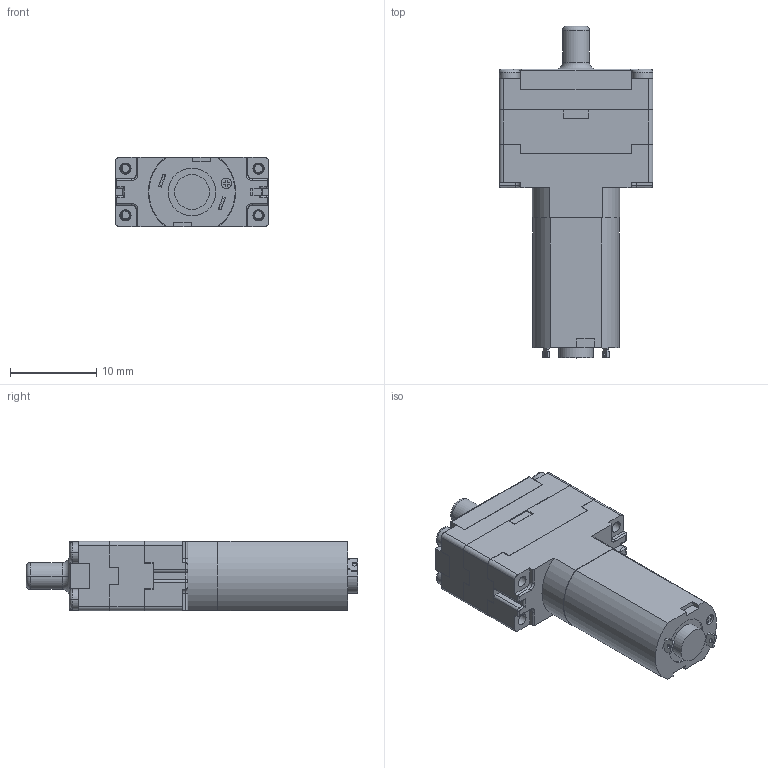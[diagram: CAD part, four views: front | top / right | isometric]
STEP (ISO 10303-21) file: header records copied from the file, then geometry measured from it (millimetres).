
FILE_DESCRIPTION((''),'2;1');
FILE_NAME('KPM08C-3A_ASM','2018-03-23T',('quept'),(''),'CREO PARAMETRIC BY PTC INC, 2014190','CREO PARAMETRIC BY PTC INC, 2014190','');
FILE_SCHEMA(('CONFIG_CONTROL_DESIGN'));
Products named in the file (125): PM08AB6-1_AF0_2; PM08CBB3-1_AF0_3; 030100020012-DS_AF0_37_1; 030100020012-DS_AF0_37_2; 030100020012-DS_AF0_37_3; 030100020012-DS_AF0_37_ASM; PM08CBB1_AF0_7; PM14ASB_1; PM05AP_AF0_1; PM08AB5_AF0_7; PM08CRB2-2_AF0_2_1; PM08CRB2-2_AF0_2_2; PM08CRB2-2_AF0_2_3; PM08CRB2-2_AF0_2_4; PM08CRB2-2_AF0_2_ASM; PM12ASC1-1_AF0_2_1; PM12ASC1-1_AF0_2_2; PM12ASC1-1_AF0_2_3; PM12ASC1-1_AF0_2_4; PM12ASC1-1_AF0_2_5; PM12ASC1-1_AF0_2_6; PM12ASC1-1_AF0_2_7; PM12ASC1-1_AF0_2_8; PM12ASC1-1_AF0_2_9; PM12ASC1-1_AF0_2_10; PM12ASC1-1_AF0_2_11; PM12ASC1-1_AF0_2_12; PM12ASC1-1_AF0_2_13; PM12ASC1-1_AF0_2_14; PM12ASC1-1_AF0_2_15; PM12ASC1-1_AF0_2_16; PM12ASC1-1_AF0_2_17; PM12ASC1-1_AF0_2_18; PM12ASC1-1_AF0_2_19; PM12ASC1-1_AF0_2_20; PM12ASC1-1_AF0_2_21; PM12ASC1-1_AF0_2_22; PM12ASC1-1_AF0_2_23; PM12ASC1-1_AF0_2_24; PM12ASC1-1_AF0_2_25 ...
Assembly tree (124 placements, depth 4):
  KPM08C-3A_ASM
    KPM08C-3A03_ASM_11_ASM
      PM08AB6-1_AF0_2
      PM08CBB3-1_AF0_3
      030100020012-DS_AF0_37_ASM
        030100020012-DS_AF0_37_1
        030100020012-DS_AF0_37_2
        030100020012-DS_AF0_37_3
      PM08CBB1_AF0_7
      PM14ASB_1
      PM05AP_AF0_1
      PM08AB5_AF0_7
      PM08CRB2-2_AF0_2_ASM
        PM08CRB2-2_AF0_2_1
        PM08CRB2-2_AF0_2_2
        PM08CRB2-2_AF0_2_3
        PM08CRB2-2_AF0_2_4
      PM12ASC1-1_AF0_2_ASM
        PM12ASC1-1_AF0_2_1
        PM12ASC1-1_AF0_2_2
        PM12ASC1-1_AF0_2_3
        PM12ASC1-1_AF0_2_4
        PM12ASC1-1_AF0_2_5
        PM12ASC1-1_AF0_2_6
        PM12ASC1-1_AF0_2_7
        PM12ASC1-1_AF0_2_8
        PM12ASC1-1_AF0_2_9
        PM12ASC1-1_AF0_2_10
        PM12ASC1-1_AF0_2_11
        PM12ASC1-1_AF0_2_12
        PM12ASC1-1_AF0_2_13
        PM12ASC1-1_AF0_2_14
        PM12ASC1-1_AF0_2_15
        PM12ASC1-1_AF0_2_16
        PM12ASC1-1_AF0_2_17
        PM12ASC1-1_AF0_2_18
        PM12ASC1-1_AF0_2_19
        PM12ASC1-1_AF0_2_20
        PM12ASC1-1_AF0_2_21
        PM12ASC1-1_AF0_2_22
        PM12ASC1-1_AF0_2_23
        PM12ASC1-1_AF0_2_24
        PM12ASC1-1_AF0_2_25
        PM12ASC1-1_AF0_2_26
        PM12ASC1-1_AF0_2_27
        PM12ASC1-1_AF0_2_28
        PM12ASC1-1_AF0_2_29
        PM12ASC1-1_AF0_2_30
        PM12ASC1-1_AF0_2_31
        PM12ASC1-1_AF0_2_32
        PM12ASC1-1_AF0_2_33
        PM12ASC1-1_AF0_2_34
        PM12ASC1-1_AF0_2_35
        PM12ASC1-1_AF0_2_36
        PM12ASC1-1_AF0_2_37
        PM12ASC1-1_AF0_2_38
        PM12ASC1-1_AF0_2_39
        PM12ASC1-1_AF0_2_40
        PM12ASC1-1_AF0_2_41
        PM12ASC1-1_AF0_2_42
Bounding box: 17.8 x 38.4 x 8 mm (x, y, z)
Volume: 2019.3 mm3; surface area: 3439.2 mm2
Topology: 118 solids, 118 shells, 1747 faces, 5414 edges, 3720 vertices
Faces by surface type: bspline 658, cylinder 548, plane 477, torus 58, sphere 4, cone 2
Entity records: 101222 total; most frequent: CARTESIAN_POINT 56565, ORIENTED_EDGE 10820, DIRECTION 6085, EDGE_CURVE 5410, VERTEX_POINT 3720, B_SPLINE_CURVE_WITH_KNOTS 2866, AXIS2_PLACEMENT_3D 2080, VECTOR 1925
